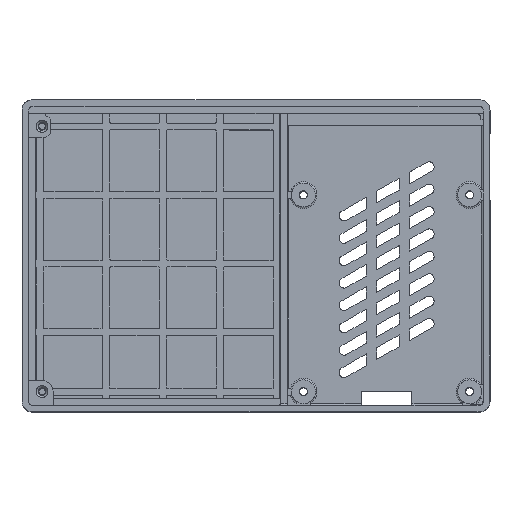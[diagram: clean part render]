
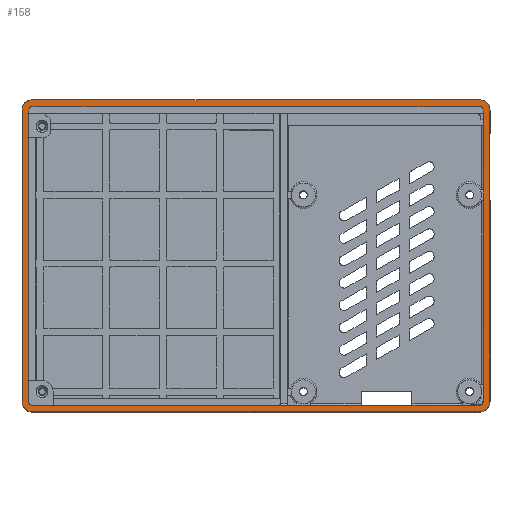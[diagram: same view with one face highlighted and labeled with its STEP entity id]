
A CAD part, top view. The second image highlights one B-rep face of the part: STEP entity #158.
In plain terms, the highlighted planar face has unit normal (0, 0, 1).
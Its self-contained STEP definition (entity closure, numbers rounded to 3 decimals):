
#14=FACE_BOUND('',#1289,.T.);
#158=ADVANCED_FACE('',(#723,#14),#9587,.T.);
#723=FACE_OUTER_BOUND('',#1288,.T.);
#1288=EDGE_LOOP('',(#2059));
#1289=EDGE_LOOP('',(#2060,#2061,#2062));
#2059=ORIENTED_EDGE('',*,*,#5111,.T.);
#2060=ORIENTED_EDGE('',*,*,#5112,.F.);
#2061=ORIENTED_EDGE('',*,*,#6563,.F.);
#2062=ORIENTED_EDGE('',*,*,#6564,.F.);
#5111=EDGE_CURVE('',#8198,#8198,#6664,.T.);
#5112=EDGE_CURVE('',#8199,#9147,#6665,.T.);
#6563=EDGE_CURVE('',#9146,#8199,#7398,.T.);
#6564=EDGE_CURVE('',#9147,#9146,#7399,.T.);
#6664=(
BOUNDED_CURVE()
B_SPLINE_CURVE(2,(#19131,#19132,#19133,#19134,#19135,#19136,#19137,#19138,
#19139,#19140,#19141,#19142,#19143,#19144,#19145,#19146,#19147),
 .UNSPECIFIED.,.T.,.F.)
B_SPLINE_CURVE_WITH_KNOTS((3,2,2,2,2,2,2,2,3),(0.,4.712,136.712,
141.425,227.425,232.137,364.137,368.85,
454.85),.UNSPECIFIED.)
CURVE()
GEOMETRIC_REPRESENTATION_ITEM()
RATIONAL_B_SPLINE_CURVE((1.,0.707,1.,1.,1.,0.707,
1.,1.,1.,0.707,1.,1.,1.,0.707,1.,1.,1.))
REPRESENTATION_ITEM('')
);
#6665=(
BOUNDED_CURVE()
B_SPLINE_CURVE(2,(#19148,#19149,#19150,#19151,#19152,#19153,#19154,#19155,
#19156),.UNSPECIFIED.,.F.,.F.)
B_SPLINE_CURVE_WITH_KNOTS((3,2,2,2,3),(0.,4.712,136.712,
141.425,226.425),.UNSPECIFIED.)
CURVE()
GEOMETRIC_REPRESENTATION_ITEM()
RATIONAL_B_SPLINE_CURVE((1.,0.707,1.,1.,1.,0.707,
1.,1.,1.))
REPRESENTATION_ITEM('')
);
#7398=(
BOUNDED_CURVE()
B_SPLINE_CURVE(2,(#26759,#26760,#26761),.UNSPECIFIED.,.F.,.F.)
B_SPLINE_CURVE_WITH_KNOTS((3,3),(369.85,454.85),
 .UNSPECIFIED.)
CURVE()
GEOMETRIC_REPRESENTATION_ITEM()
RATIONAL_B_SPLINE_CURVE((1.,1.,1.))
REPRESENTATION_ITEM('')
);
#7399=(
BOUNDED_CURVE()
B_SPLINE_CURVE(2,(#26762,#26763,#26764,#26765,#26766,#26767,#26768,#26769,
#26770,#26771,#26772),.UNSPECIFIED.,.F.,.F.)
B_SPLINE_CURVE_WITH_KNOTS((3,2,2,2,2,3),(226.425,227.425,
232.137,359.579,364.291,365.291),
 .UNSPECIFIED.)
CURVE()
GEOMETRIC_REPRESENTATION_ITEM()
RATIONAL_B_SPLINE_CURVE((1.,1.,1.,0.707,1.,1.,
1.,0.707,1.,1.,1.))
REPRESENTATION_ITEM('')
);
#8198=VERTEX_POINT('',#17734);
#8199=VERTEX_POINT('',#17735);
#9146=VERTEX_POINT('',#18682);
#9147=VERTEX_POINT('',#18683);
#9587=PLANE('',#10030);
#10030=AXIS2_PLACEMENT_3D('',#16962,#10458,$);
#10458=DIRECTION('',(0.,0.,1.));
#16962=CARTESIAN_POINT('',(-70.38,-46.92,26.9));
#17734=CARTESIAN_POINT('',(-69.,-43.,26.9));
#17735=CARTESIAN_POINT('',(-67.,-43.,26.9));
#18682=CARTESIAN_POINT('',(-67.,42.,26.9));
#18683=CARTESIAN_POINT('',(67.,42.,26.9));
#19131=CARTESIAN_POINT('',(-69.,-43.,26.9));
#19132=CARTESIAN_POINT('',(-69.,-46.,26.9));
#19133=CARTESIAN_POINT('',(-66.,-46.,26.9));
#19134=CARTESIAN_POINT('',(0.,-46.,26.9));
#19135=CARTESIAN_POINT('',(66.,-46.,26.9));
#19136=CARTESIAN_POINT('',(69.,-46.,26.9));
#19137=CARTESIAN_POINT('',(69.,-43.,26.9));
#19138=CARTESIAN_POINT('',(69.,0.,26.9));
#19139=CARTESIAN_POINT('',(69.,43.,26.9));
#19140=CARTESIAN_POINT('',(69.,46.,26.9));
#19141=CARTESIAN_POINT('',(66.,46.,26.9));
#19142=CARTESIAN_POINT('',(0.,46.,26.9));
#19143=CARTESIAN_POINT('',(-66.,46.,26.9));
#19144=CARTESIAN_POINT('',(-69.,46.,26.9));
#19145=CARTESIAN_POINT('',(-69.,43.,26.9));
#19146=CARTESIAN_POINT('',(-69.,0.,26.9));
#19147=CARTESIAN_POINT('',(-69.,-43.,26.9));
#19148=CARTESIAN_POINT('',(-67.,-43.,26.9));
#19149=CARTESIAN_POINT('',(-67.,-44.,26.9));
#19150=CARTESIAN_POINT('',(-66.,-44.,26.9));
#19151=CARTESIAN_POINT('',(0.,-44.,26.9));
#19152=CARTESIAN_POINT('',(66.,-44.,26.9));
#19153=CARTESIAN_POINT('',(67.,-44.,26.9));
#19154=CARTESIAN_POINT('',(67.,-43.,26.9));
#19155=CARTESIAN_POINT('',(67.,-0.5,26.9));
#19156=CARTESIAN_POINT('',(67.,42.,26.9));
#26759=CARTESIAN_POINT('',(-67.,42.,26.9));
#26760=CARTESIAN_POINT('',(-67.,-0.5,26.9));
#26761=CARTESIAN_POINT('',(-67.,-43.,26.9));
#26762=CARTESIAN_POINT('',(67.,42.,26.9));
#26763=CARTESIAN_POINT('',(67.,42.5,26.9));
#26764=CARTESIAN_POINT('',(67.,43.,26.9));
#26765=CARTESIAN_POINT('',(67.,44.,26.9));
#26766=CARTESIAN_POINT('',(66.,44.,26.9));
#26767=CARTESIAN_POINT('',(0.,44.,26.9));
#26768=CARTESIAN_POINT('',(-66.,44.,26.9));
#26769=CARTESIAN_POINT('',(-67.,44.,26.9));
#26770=CARTESIAN_POINT('',(-67.,43.,26.9));
#26771=CARTESIAN_POINT('',(-67.,42.5,26.9));
#26772=CARTESIAN_POINT('',(-67.,42.,26.9));
